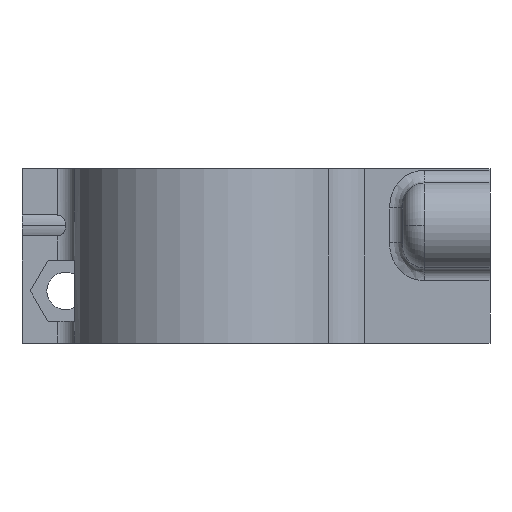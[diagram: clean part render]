
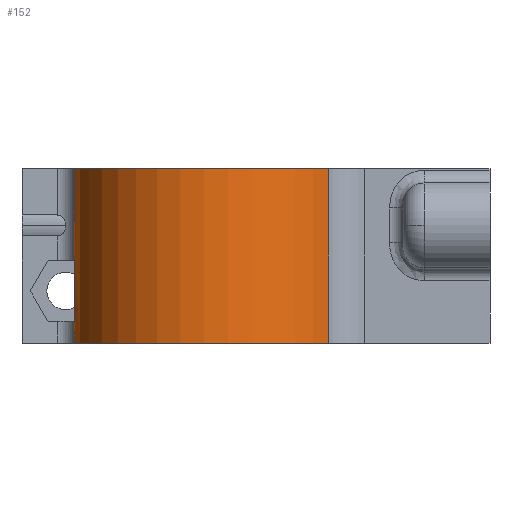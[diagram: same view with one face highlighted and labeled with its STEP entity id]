
A CAD part, left-side view. The second image highlights one B-rep face of the part: STEP entity #152.
In plain terms, the highlighted cylindrical face has radius 16 mm (diameter 32 mm), a partial arc.
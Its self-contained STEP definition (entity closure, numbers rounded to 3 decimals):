
#49 = CARTESIAN_POINT ( 'NONE',  ( 0., 0., 6.5 ) ) ;
#50 = DIRECTION ( 'NONE',  ( 0., 0., 1. ) ) ;
#51 = DIRECTION ( 'NONE',  ( 1., 0., 0. ) ) ;
#152 = ADVANCED_FACE ( 'NONE', ( #2523 ), #2414, .T. ) ;
#681 = VECTOR ( 'NONE', #2331, 1000. ) ;
#810 = CARTESIAN_POINT ( 'NONE',  ( 0.889, 15.975, -11. ) ) ;
#813 = CARTESIAN_POINT ( 'NONE',  ( -9.143, -13.13, -13.5 ) ) ;
#893 = CARTESIAN_POINT ( 'NONE',  ( -9.143, -13.13, 6.5 ) ) ;
#1113 = DIRECTION ( 'NONE',  ( 1., 0., 0. ) ) ;
#1119 = CARTESIAN_POINT ( 'NONE',  ( 0., 0., -13.5 ) ) ;
#1146 = DIRECTION ( 'NONE',  ( 0., 0., 1. ) ) ;
#1310 = VERTEX_POINT ( 'NONE', #1317 ) ;
#1317 = CARTESIAN_POINT ( 'NONE',  ( 0.889, 15.975, 6.5 ) ) ;
#1329 = CARTESIAN_POINT ( 'NONE',  ( -0.5, 15.992, -13.5 ) ) ;
#1347 = DIRECTION ( 'NONE',  ( 0., 0., 1. ) ) ;
#1348 = DIRECTION ( 'NONE',  ( 0., 0., 1. ) ) ;
#1349 = CARTESIAN_POINT ( 'NONE',  ( -9.143, -13.13, -13.5 ) ) ;
#1391 = CARTESIAN_POINT ( 'NONE',  ( 0., 0., -13.5 ) ) ;
#1404 = DIRECTION ( 'NONE',  ( 0., 0., -1. ) ) ;
#1418 = CARTESIAN_POINT ( 'NONE',  ( 0.889, 15.975, -13.5 ) ) ;
#1420 = CARTESIAN_POINT ( 'NONE',  ( -0.5, 15.992, -11. ) ) ;
#1426 = DIRECTION ( 'NONE',  ( 1., 0., 0. ) ) ;
#1429 = CARTESIAN_POINT ( 'NONE',  ( 0.889, 15.975, -4. ) ) ;
#1453 = CARTESIAN_POINT ( 'NONE',  ( -0.5, 15.992, -4. ) ) ;
#1462 = DIRECTION ( 'NONE',  ( 0., 0., -1. ) ) ;
#1464 = CARTESIAN_POINT ( 'NONE',  ( 0., 0., -4. ) ) ;
#1467 = CARTESIAN_POINT ( 'NONE',  ( 0.889, 15.975, -13.5 ) ) ;
#1471 = DIRECTION ( 'NONE',  ( 0., 0., -1. ) ) ;
#1476 = CARTESIAN_POINT ( 'NONE',  ( 0., 0., -11. ) ) ;
#1503 = CARTESIAN_POINT ( 'NONE',  ( 0.889, 15.975, -13.5 ) ) ;
#1527 = DIRECTION ( 'NONE',  ( 1., 0., 0. ) ) ;
#1539 = DIRECTION ( 'NONE',  ( -1., 0., 0. ) ) ;
#1604 = DIRECTION ( 'NONE',  ( 0., 0., 1. ) ) ;
#2315 = CIRCLE ( 'NONE', #3732, 16. ) ;
#2331 = DIRECTION ( 'NONE',  ( 0., 0., 1. ) ) ;
#2414 = CYLINDRICAL_SURFACE ( 'NONE', #3525, 16. ) ;
#2417 = VERTEX_POINT ( 'NONE', #1420 ) ;
#2451 = VERTEX_POINT ( 'NONE', #1503 ) ;
#2523 = FACE_OUTER_BOUND ( 'NONE', #3891, .T. ) ;
#2549 = VERTEX_POINT ( 'NONE', #1429 ) ;
#2570 = VERTEX_POINT ( 'NONE', #1453 ) ;
#3067 = VECTOR ( 'NONE', #1471, 1000. ) ;
#3069 = VECTOR ( 'NONE', #1462, 1000. ) ;
#3089 = LINE ( 'NONE', #1467, #3067 ) ;
#3091 = CIRCLE ( 'NONE', #3610, 16. ) ;
#3092 = LINE ( 'NONE', #1329, #681 ) ;
#3101 = CIRCLE ( 'NONE', #3614, 16. ) ;
#3103 = LINE ( 'NONE', #1418, #3069 ) ;
#3105 = LINE ( 'NONE', #1349, #3110 ) ;
#3107 = CIRCLE ( 'NONE', #3612, 16. ) ;
#3110 = VECTOR ( 'NONE', #1348, 1000. ) ;
#3197 = EDGE_CURVE ( 'NONE', #2417, #4106, #3091, .T. ) ;
#3201 = EDGE_CURVE ( 'NONE', #4106, #2451, #3103, .T. ) ;
#3202 = EDGE_CURVE ( 'NONE', #2451, #4117, #3107, .T. ) ;
#3206 = EDGE_CURVE ( 'NONE', #4117, #4092, #3105, .T. ) ;
#3208 = EDGE_CURVE ( 'NONE', #1310, #2549, #3089, .T. ) ;
#3211 = EDGE_CURVE ( 'NONE', #2549, #2570, #3101, .T. ) ;
#3216 = EDGE_CURVE ( 'NONE', #2417, #2570, #3092, .T. ) ;
#3373 = EDGE_CURVE ( 'NONE', #1310, #4092, #2315, .T. ) ;
#3525 = AXIS2_PLACEMENT_3D ( 'NONE', #1119, #1146, #1113 ) ;
#3610 = AXIS2_PLACEMENT_3D ( 'NONE', #1476, #1404, #1527 ) ;
#3612 = AXIS2_PLACEMENT_3D ( 'NONE', #1391, #1347, #1426 ) ;
#3614 = AXIS2_PLACEMENT_3D ( 'NONE', #1464, #1604, #1539 ) ;
#3732 = AXIS2_PLACEMENT_3D ( 'NONE', #49, #50, #51 ) ;
#3811 = ORIENTED_EDGE ( 'NONE', *, *, #3201, .T. ) ;
#3891 = EDGE_LOOP ( 'NONE', ( #3908, #3811, #4030, #3987, #3931, #4027, #3943, #3963 ) ) ;
#3908 = ORIENTED_EDGE ( 'NONE', *, *, #3197, .T. ) ;
#3931 = ORIENTED_EDGE ( 'NONE', *, *, #3373, .F. ) ;
#3943 = ORIENTED_EDGE ( 'NONE', *, *, #3211, .T. ) ;
#3963 = ORIENTED_EDGE ( 'NONE', *, *, #3216, .F. ) ;
#3987 = ORIENTED_EDGE ( 'NONE', *, *, #3206, .T. ) ;
#4027 = ORIENTED_EDGE ( 'NONE', *, *, #3208, .T. ) ;
#4030 = ORIENTED_EDGE ( 'NONE', *, *, #3202, .T. ) ;
#4092 = VERTEX_POINT ( 'NONE', #893 ) ;
#4106 = VERTEX_POINT ( 'NONE', #810 ) ;
#4117 = VERTEX_POINT ( 'NONE', #813 ) ;
